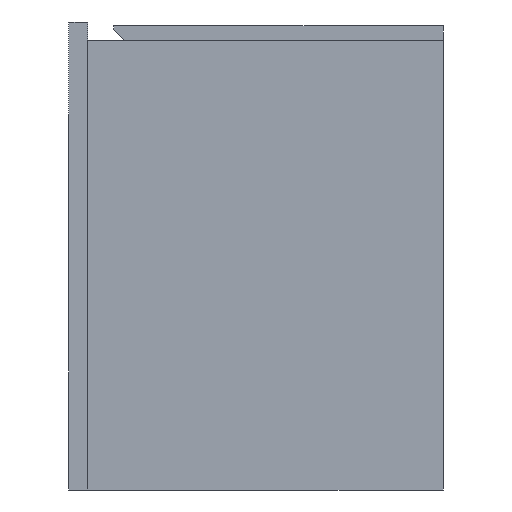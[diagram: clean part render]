
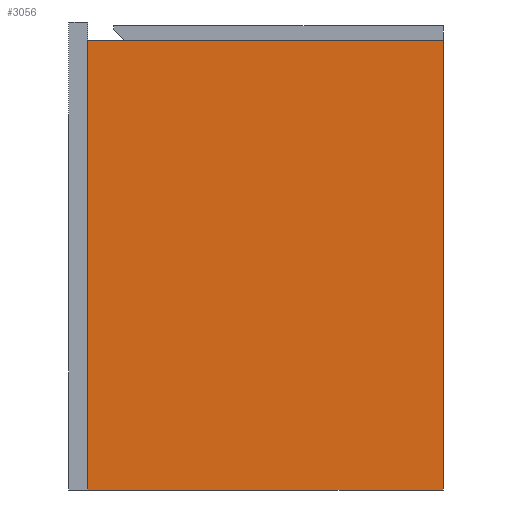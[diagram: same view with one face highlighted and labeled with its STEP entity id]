
A CAD part, left-side view. The second image highlights one B-rep face of the part: STEP entity #3056.
In plain terms, the highlighted planar face has unit normal (-1, 0, 0).
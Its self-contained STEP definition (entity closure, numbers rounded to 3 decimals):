
#68 = LINE ( 'NONE', #3490, #3949 ) ;
#169 = CARTESIAN_POINT ( 'NONE',  ( -894., 190., 480. ) ) ;
#178 = LINE ( 'NONE', #492, #3229 ) ;
#293 = CARTESIAN_POINT ( 'NONE',  ( -894., -190., 0. ) ) ;
#336 = CARTESIAN_POINT ( 'NONE',  ( -894., 190., 480. ) ) ;
#492 = CARTESIAN_POINT ( 'NONE',  ( -894., 190., 480. ) ) ;
#515 = LINE ( 'NONE', #2454, #3037 ) ;
#719 = FACE_OUTER_BOUND ( 'NONE', #3730, .T. ) ;
#769 = CARTESIAN_POINT ( 'NONE',  ( -894., 190., 0. ) ) ;
#1173 = CARTESIAN_POINT ( 'NONE',  ( -894., -190., 480. ) ) ;
#1193 = ORIENTED_EDGE ( 'NONE', *, *, #2075, .T. ) ;
#1262 = DIRECTION ( 'NONE',  ( 0., 0., -1. ) ) ;
#1475 = DIRECTION ( 'NONE',  ( 0., 1., 0. ) ) ;
#1954 = EDGE_CURVE ( 'NONE', #4023, #2402, #68, .T. ) ;
#2075 = EDGE_CURVE ( 'NONE', #3384, #3464, #178, .T. ) ;
#2091 = DIRECTION ( 'NONE',  ( 0., 0., -1. ) ) ;
#2143 = DIRECTION ( 'NONE',  ( 0., 1., 0. ) ) ;
#2341 = PLANE ( 'NONE',  #3632 ) ;
#2402 = VERTEX_POINT ( 'NONE', #293 ) ;
#2454 = CARTESIAN_POINT ( 'NONE',  ( -894., 190., 0. ) ) ;
#2683 = DIRECTION ( 'NONE',  ( -1., 0., 0. ) ) ;
#2720 = ORIENTED_EDGE ( 'NONE', *, *, #3443, .F. ) ;
#2737 = CARTESIAN_POINT ( 'NONE',  ( -894., 190., 480. ) ) ;
#2796 = VECTOR ( 'NONE', #1475, 1000. ) ;
#2944 = ORIENTED_EDGE ( 'NONE', *, *, #3979, .T. ) ;
#3037 = VECTOR ( 'NONE', #2143, 1000. ) ;
#3056 = ADVANCED_FACE ( 'NONE', ( #719 ), #2341, .T. ) ;
#3086 = DIRECTION ( 'NONE',  ( 0., 0., 1. ) ) ;
#3118 = LINE ( 'NONE', #169, #2796 ) ;
#3229 = VECTOR ( 'NONE', #1262, 1000. ) ;
#3384 = VERTEX_POINT ( 'NONE', #2737 ) ;
#3443 = EDGE_CURVE ( 'NONE', #2402, #3464, #515, .T. ) ;
#3464 = VERTEX_POINT ( 'NONE', #769 ) ;
#3490 = CARTESIAN_POINT ( 'NONE',  ( -894., -190., 480. ) ) ;
#3632 = AXIS2_PLACEMENT_3D ( 'NONE', #336, #2683, #3086 ) ;
#3650 = ORIENTED_EDGE ( 'NONE', *, *, #1954, .F. ) ;
#3730 = EDGE_LOOP ( 'NONE', ( #2720, #3650, #2944, #1193 ) ) ;
#3949 = VECTOR ( 'NONE', #2091, 1000. ) ;
#3979 = EDGE_CURVE ( 'NONE', #4023, #3384, #3118, .T. ) ;
#4023 = VERTEX_POINT ( 'NONE', #1173 ) ;
